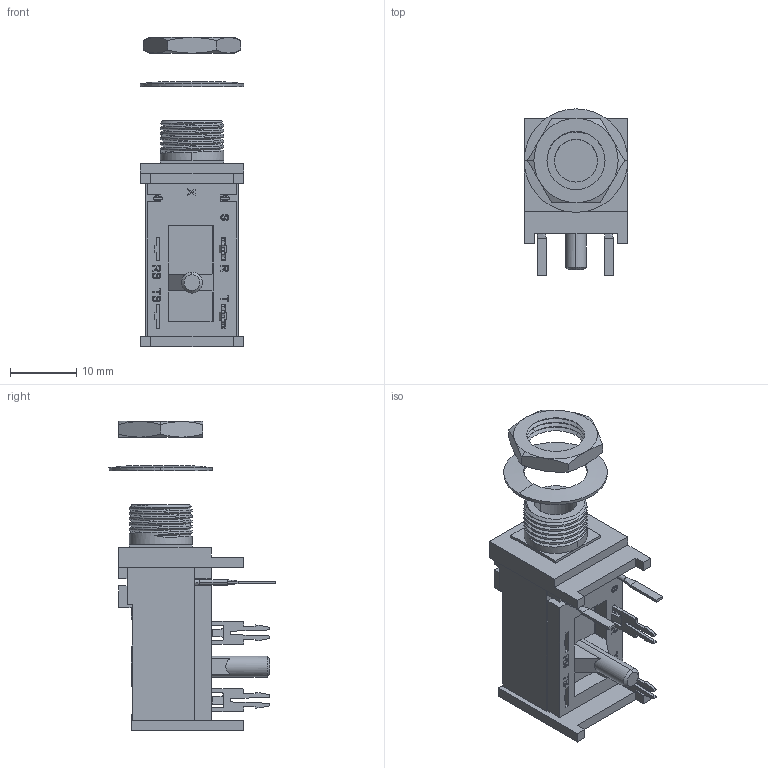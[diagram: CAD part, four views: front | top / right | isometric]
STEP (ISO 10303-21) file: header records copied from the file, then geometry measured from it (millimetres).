
FILE_DESCRIPTION (( 'STEP AP214' ), '1' );
FILE_NAME ('RA49C12B.STEP', '2014-06-30T20:14:59', ( '' ), ( '' ), 'SwSTEP 2.0', 'SolidWorks 2014', '' );
FILE_SCHEMA (( 'AUTOMOTIVE_DESIGN' ));
Length unit declared in the file: inch
Products named in the file (1): RA49C12B
Bounding box: 15.62 x 25.06 x 46.63 mm (x, y, z)
Volume: 4812 mm3; surface area: 4285.6 mm2
Topology: 3 solids, 3 shells, 364 faces, 1107 edges, 760 vertices
Faces by surface type: plane 251, cylinder 61, cone 38, bspline 14
Entity records: 18652 total; most frequent: CARTESIAN_POINT 4223, ORIENTED_EDGE 2214, DIRECTION 1719, EDGE_CURVE 1107, VERTEX_POINT 760, VECTOR 747, LINE 747, AXIS2_PLACEMENT_3D 486
